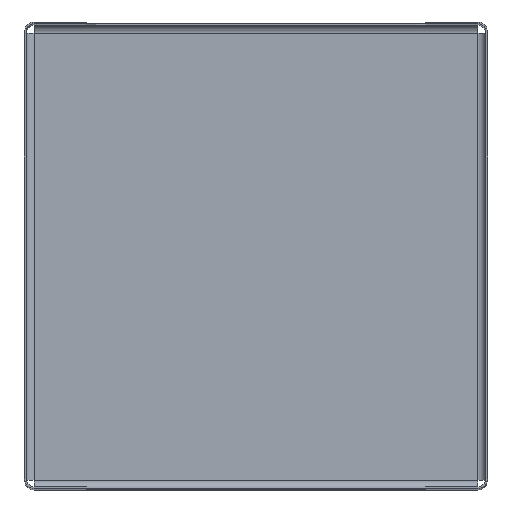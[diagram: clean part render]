
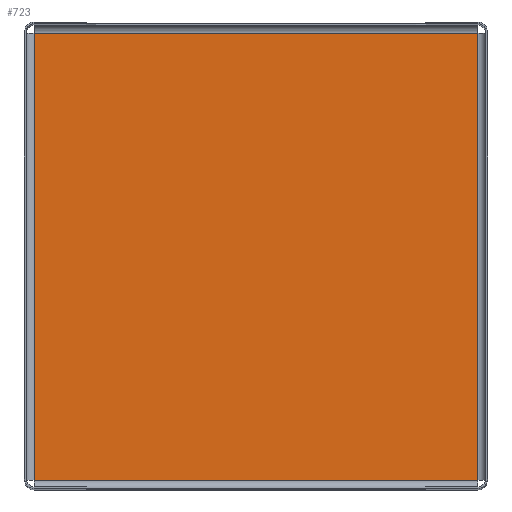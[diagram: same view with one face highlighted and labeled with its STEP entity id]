
A CAD part, top view. The second image highlights one B-rep face of the part: STEP entity #723.
In plain terms, the highlighted planar face has unit normal (0, 0, 1).
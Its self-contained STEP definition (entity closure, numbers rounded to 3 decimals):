
#425 = VERTEX_POINT('',#426);
#426 = CARTESIAN_POINT('',(68.,68.5,0.5));
#508 = VERTEX_POINT('',#509);
#509 = CARTESIAN_POINT('',(68.,-68.5,0.5));
#516 = EDGE_CURVE('',#425,#508,#517,.T.);
#517 = LINE('',#518,#519);
#518 = CARTESIAN_POINT('',(68.,68.5,0.5));
#519 = VECTOR('',#520,1.);
#520 = DIRECTION('',(0.,-1.,0.));
#723 = ADVANCED_FACE('',(#724),#749,.F.);
#724 = FACE_BOUND('',#725,.F.);
#725 = EDGE_LOOP('',(#726,#734,#735,#743));
#726 = ORIENTED_EDGE('',*,*,#727,.T.);
#727 = EDGE_CURVE('',#728,#425,#730,.T.);
#728 = VERTEX_POINT('',#729);
#729 = CARTESIAN_POINT('',(-68.,68.5,0.5));
#730 = LINE('',#731,#732);
#731 = CARTESIAN_POINT('',(-68.,68.5,0.5));
#732 = VECTOR('',#733,1.);
#733 = DIRECTION('',(1.,0.,0.));
#734 = ORIENTED_EDGE('',*,*,#516,.T.);
#735 = ORIENTED_EDGE('',*,*,#736,.T.);
#736 = EDGE_CURVE('',#508,#737,#739,.T.);
#737 = VERTEX_POINT('',#738);
#738 = CARTESIAN_POINT('',(-68.,-68.5,0.5));
#739 = LINE('',#740,#741);
#740 = CARTESIAN_POINT('',(68.,-68.5,0.5));
#741 = VECTOR('',#742,1.);
#742 = DIRECTION('',(-1.,0.,0.));
#743 = ORIENTED_EDGE('',*,*,#744,.T.);
#744 = EDGE_CURVE('',#737,#728,#745,.T.);
#745 = LINE('',#746,#747);
#746 = CARTESIAN_POINT('',(-68.,-68.5,0.5));
#747 = VECTOR('',#748,1.);
#748 = DIRECTION('',(0.,1.,0.));
#749 = PLANE('',#750);
#750 = AXIS2_PLACEMENT_3D('',#751,#752,#753);
#751 = CARTESIAN_POINT('',(0.,0.,0.5));
#752 = DIRECTION('',(-0.,-0.,-1.));
#753 = DIRECTION('',(-1.,0.,0.));
